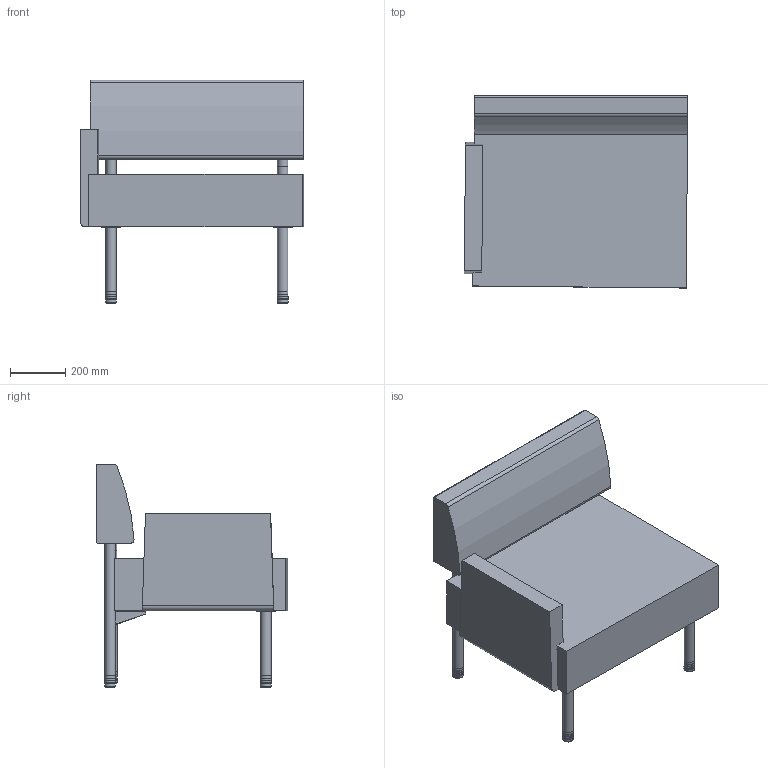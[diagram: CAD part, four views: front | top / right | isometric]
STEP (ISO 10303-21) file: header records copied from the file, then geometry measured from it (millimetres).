
FILE_DESCRIPTION(/* description */ (''),/* implementation_level */ '2;1');
FILE_NAME(/* name */ 'EX12LF.stp',/* time_stamp */ '2019-05-30T15:47:31-04:00',/* author */ ('emehringer'),/* organization */ (''),/* preprocessor_version */ 'ST-DEVELOPER v16.13',/* originating_system */ 'Autodesk Inventor 2018',/* authorisation */ '');
FILE_SCHEMA (('AUTOMOTIVE_DESIGN { 1 0 10303 214 3 1 1 }'));
Length unit declared in the file: inch
Products named in the file (8): EX12LF; UBACK EX12N; USEAT EX12N; CL10 LGBK-E; LEG CAP RD1.5; EX10 LGFR-A; EX10 LGBK-A; EX10A ARM
Assembly tree (11 placements, depth 2):
  EX12LF
    UBACK EX12N
    USEAT EX12N
    LEG CAP RD1.5  x4
    CL10 LGBK-E
    EX10 LGFR-A  x2
    EX10 LGBK-A
    EX10A ARM
Bounding box: 811.95 x 697.17 x 811.67 mm (x, y, z)
Volume: 125435939.1 mm3; surface area: 3081144 mm2
Topology: 25 solids, 33 shells, 2016 faces, 4126 edges, 2214 vertices
Faces by surface type: cylinder 695, torus 524, bspline 480, plane 237, sphere 64, cone 16
Full cylindrical faces by diameter (mm): 6.198 x4, 6.528 x4, 7.925 x12, 7.938 x8, 8.731 x15, 9.906 x8, 11.989 x8, 27.94 x4, 31.75 x4, 34.087 x16, 34.798 x4, 38.1 x4, 39.37 x4, 69.85 x1
Entity records: 21006 total; most frequent: CARTESIAN_POINT 9686, ORIENTED_EDGE 2250, DIRECTION 2162, EDGE_CURVE 1127, AXIS2_PLACEMENT_3D 921, EDGE_LOOP 684, VERTEX_POINT 645, FACE_OUTER_BOUND 574
